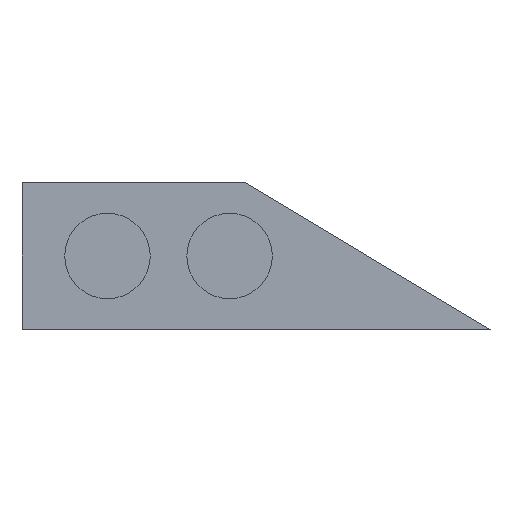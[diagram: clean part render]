
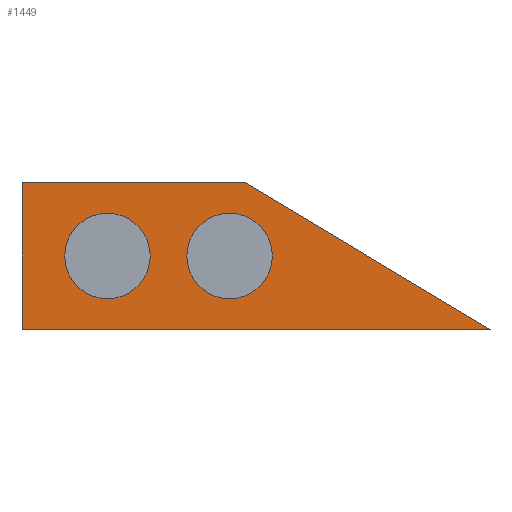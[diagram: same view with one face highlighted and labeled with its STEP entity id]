
A CAD part, left-side view. The second image highlights one B-rep face of the part: STEP entity #1449.
In plain terms, the highlighted planar face has unit normal (-1, 0, 0).
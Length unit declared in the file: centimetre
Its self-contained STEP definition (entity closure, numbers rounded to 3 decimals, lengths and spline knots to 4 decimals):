
#118=VECTOR('',#1619,1.);
#119=VECTOR('',#1620,1.);
#120=VECTOR('',#1621,1.);
#121=VECTOR('',#1622,1.);
#294=LINE('',#1886,#118);
#295=LINE('',#1889,#119);
#296=LINE('',#1891,#120);
#297=LINE('',#1893,#121);
#472=PLANE('',#1531);
#540=VERTEX_POINT('',#1877);
#542=VERTEX_POINT('',#1883);
#543=VERTEX_POINT('',#1887);
#544=VERTEX_POINT('',#1888);
#545=VERTEX_POINT('',#1890);
#546=VERTEX_POINT('',#1892);
#672=CIRCLE('',#1525,0.21);
#674=CIRCLE('',#1529,0.21);
#680=EDGE_CURVE('',#540,#540,#672,.T.);
#682=EDGE_CURVE('',#542,#542,#674,.T.);
#683=EDGE_CURVE('',#543,#544,#294,.T.);
#684=EDGE_CURVE('',#543,#545,#295,.T.);
#685=EDGE_CURVE('',#546,#545,#296,.T.);
#686=EDGE_CURVE('',#546,#544,#297,.T.);
#879=ORIENTED_EDGE('',*,*,#683,.F.);
#880=ORIENTED_EDGE('',*,*,#684,.T.);
#881=ORIENTED_EDGE('',*,*,#685,.F.);
#882=ORIENTED_EDGE('',*,*,#686,.T.);
#883=ORIENTED_EDGE('',*,*,#682,.T.);
#884=ORIENTED_EDGE('',*,*,#680,.T.);
#1267=EDGE_LOOP('',(#879,#880,#881,#882));
#1268=EDGE_LOOP('',(#883));
#1269=EDGE_LOOP('',(#884));
#1359=FACE_BOUND('',#1267,.T.);
#1360=FACE_BOUND('',#1268,.T.);
#1361=FACE_BOUND('',#1269,.T.);
#1449=ADVANCED_FACE('',(#1359,#1360,#1361),#472,.T.);
#1525=AXIS2_PLACEMENT_3D('',#1876,#1608,#1609);
#1529=AXIS2_PLACEMENT_3D('',#1882,#1615,#1616);
#1531=AXIS2_PLACEMENT_3D('',#1885,#1618,$);
#1608=DIRECTION('',(1.,0.,0.));
#1609=DIRECTION('',(0.,0.,0.21));
#1615=DIRECTION('',(1.,0.,0.));
#1616=DIRECTION('',(0.,0.,0.21));
#1618=DIRECTION('',(-1.,0.,0.));
#1619=DIRECTION('',(0.,-0.857,-0.514));
#1620=DIRECTION('',(0.,1.,0.));
#1621=DIRECTION('',(0.,0.,1.));
#1622=DIRECTION('',(0.,-1.,0.));
#1876=CARTESIAN_POINT('',(-3.375,0.73,0.36));
#1877=CARTESIAN_POINT('',(-3.375,0.73,0.57));
#1882=CARTESIAN_POINT('',(-3.375,0.13,0.36));
#1883=CARTESIAN_POINT('',(-3.375,0.13,0.57));
#1885=CARTESIAN_POINT('',(-3.375,0.,0.));
#1886=CARTESIAN_POINT('',(-3.375,-0.5772,0.3437));
#1887=CARTESIAN_POINT('',(-3.375,0.05,0.72));
#1888=CARTESIAN_POINT('',(-3.375,-1.15,0.));
#1889=CARTESIAN_POINT('',(-3.375,-0.55,0.72));
#1890=CARTESIAN_POINT('',(-3.375,1.15,0.72));
#1891=CARTESIAN_POINT('',(-3.375,1.15,0.));
#1892=CARTESIAN_POINT('',(-3.375,1.15,0.));
#1893=CARTESIAN_POINT('',(-3.375,1.15,0.));
